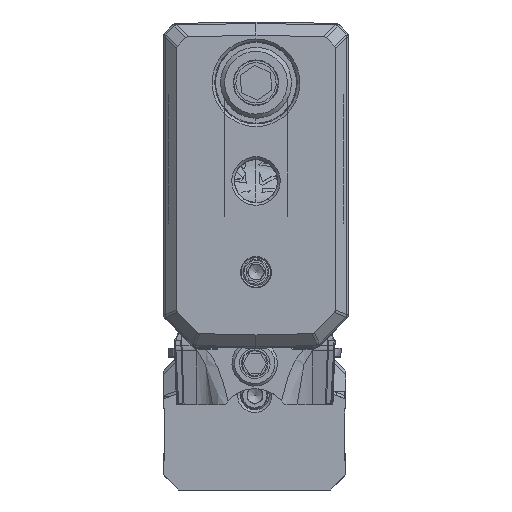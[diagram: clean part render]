
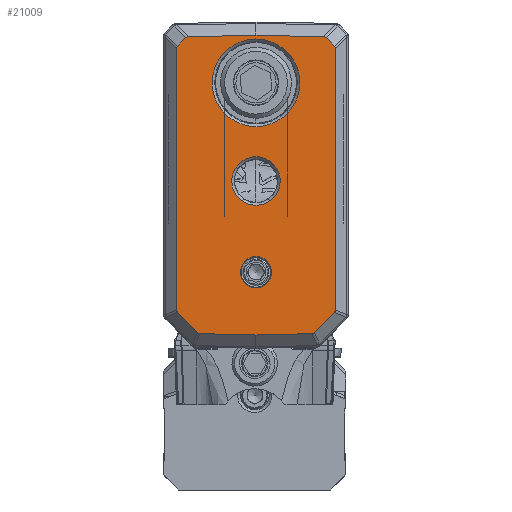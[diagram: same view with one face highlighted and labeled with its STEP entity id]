
A CAD part, front view. The second image highlights one B-rep face of the part: STEP entity #21009.
In plain terms, the highlighted planar face has unit normal (0, -1, 0).
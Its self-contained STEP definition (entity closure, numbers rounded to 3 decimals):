
#3391=ELLIPSE('',#112333,0.859,0.5);
#3392=ELLIPSE('',#112335,0.859,0.5);
#3393=ELLIPSE('',#112337,0.736,0.5);
#3394=ELLIPSE('',#112339,0.735,0.5);
#3395=ELLIPSE('',#112341,0.735,0.5);
#3396=ELLIPSE('',#112343,0.736,0.5);
#3397=ELLIPSE('',#112345,0.859,0.5);
#3398=ELLIPSE('',#112347,0.859,0.5);
#19152=FACE_BOUND('',#34807,.T.);
#19153=FACE_BOUND('',#34808,.T.);
#19154=FACE_BOUND('',#34809,.T.);
#19155=FACE_BOUND('',#34810,.T.);
#21009=ADVANCED_FACE('',(#19152,#19153,#19154,#19155),#25953,.T.);
#25953=PLANE('',#112443);
#34807=EDGE_LOOP('',(#45199,#45200,#45201,#45202,#45203,#45204,#45205,#45206,
#45207,#45208,#45209,#45210,#45211,#45212,#45213,#45214,#45215,#45216));
#34808=EDGE_LOOP('',(#45217));
#34809=EDGE_LOOP('',(#45218));
#34810=EDGE_LOOP('',(#45219));
#45199=ORIENTED_EDGE('',*,*,#78453,.T.);
#45200=ORIENTED_EDGE('',*,*,#78347,.T.);
#45201=ORIENTED_EDGE('',*,*,#78448,.T.);
#45202=ORIENTED_EDGE('',*,*,#78344,.T.);
#45203=ORIENTED_EDGE('',*,*,#78456,.T.);
#45204=ORIENTED_EDGE('',*,*,#78470,.T.);
#45205=ORIENTED_EDGE('',*,*,#78326,.T.);
#45206=ORIENTED_EDGE('',*,*,#78449,.T.);
#45207=ORIENTED_EDGE('',*,*,#78329,.T.);
#45208=ORIENTED_EDGE('',*,*,#78454,.T.);
#45209=ORIENTED_EDGE('',*,*,#78332,.T.);
#45210=ORIENTED_EDGE('',*,*,#78447,.T.);
#45211=ORIENTED_EDGE('',*,*,#78335,.T.);
#45212=ORIENTED_EDGE('',*,*,#78471,.T.);
#45213=ORIENTED_EDGE('',*,*,#78451,.T.);
#45214=ORIENTED_EDGE('',*,*,#78338,.T.);
#45215=ORIENTED_EDGE('',*,*,#78446,.T.);
#45216=ORIENTED_EDGE('',*,*,#78341,.T.);
#45217=ORIENTED_EDGE('',*,*,#77847,.T.);
#45218=ORIENTED_EDGE('',*,*,#77849,.T.);
#45219=ORIENTED_EDGE('',*,*,#77843,.T.);
#68465=VERTEX_POINT('',#155504);
#68469=VERTEX_POINT('',#155540);
#68471=VERTEX_POINT('',#155545);
#68792=VERTEX_POINT('',#159386);
#68793=VERTEX_POINT('',#159388);
#68794=VERTEX_POINT('',#159392);
#68795=VERTEX_POINT('',#159394);
#68796=VERTEX_POINT('',#159398);
#68797=VERTEX_POINT('',#159400);
#68798=VERTEX_POINT('',#159404);
#68799=VERTEX_POINT('',#159406);
#68800=VERTEX_POINT('',#159410);
#68801=VERTEX_POINT('',#159412);
#68802=VERTEX_POINT('',#159416);
#68803=VERTEX_POINT('',#159418);
#68804=VERTEX_POINT('',#159422);
#68805=VERTEX_POINT('',#159424);
#68806=VERTEX_POINT('',#159428);
#68807=VERTEX_POINT('',#159430);
#68859=VERTEX_POINT('',#159788);
#68860=VERTEX_POINT('',#159796);
#77843=EDGE_CURVE('',#68465,#68465,#106202,.T.);
#77847=EDGE_CURVE('',#68469,#68469,#106204,.T.);
#77849=EDGE_CURVE('',#68471,#68471,#106206,.T.);
#78326=EDGE_CURVE('',#68792,#68793,#3391,.T.);
#78329=EDGE_CURVE('',#68794,#68795,#3392,.T.);
#78332=EDGE_CURVE('',#68796,#68797,#3393,.T.);
#78335=EDGE_CURVE('',#68798,#68799,#3394,.T.);
#78338=EDGE_CURVE('',#68800,#68801,#3395,.T.);
#78341=EDGE_CURVE('',#68802,#68803,#3396,.T.);
#78344=EDGE_CURVE('',#68804,#68805,#3397,.T.);
#78347=EDGE_CURVE('',#68806,#68807,#3398,.T.);
#78446=EDGE_CURVE('',#68801,#68802,#90739,.T.);
#78447=EDGE_CURVE('',#68797,#68798,#90740,.T.);
#78448=EDGE_CURVE('',#68807,#68804,#90741,.T.);
#78449=EDGE_CURVE('',#68793,#68794,#90742,.T.);
#78451=EDGE_CURVE('',#68859,#68800,#90743,.T.);
#78453=EDGE_CURVE('',#68803,#68806,#90745,.T.);
#78454=EDGE_CURVE('',#68795,#68796,#90746,.T.);
#78456=EDGE_CURVE('',#68805,#68860,#90748,.T.);
#78470=EDGE_CURVE('',#68860,#68792,#90752,.T.);
#78471=EDGE_CURVE('',#68799,#68859,#90753,.T.);
#90739=LINE('',#159775,#98821);
#90740=LINE('',#159777,#98822);
#90741=LINE('',#159779,#98823);
#90742=LINE('',#159781,#98824);
#90743=LINE('',#159787,#98825);
#90745=LINE('',#159791,#98827);
#90746=LINE('',#159793,#98828);
#90748=LINE('',#159797,#98830);
#90752=LINE('',#159832,#98834);
#90753=LINE('',#159833,#98835);
#98821=VECTOR('',#123775,1.);
#98822=VECTOR('',#123778,1.);
#98823=VECTOR('',#123781,1.);
#98824=VECTOR('',#123784,1.);
#98825=VECTOR('',#123793,1.);
#98827=VECTOR('',#123797,1.);
#98828=VECTOR('',#123800,1.);
#98830=VECTOR('',#123804,1.);
#98834=VECTOR('',#123844,1.);
#98835=VECTOR('',#123845,1.);
#106202=CIRCLE('',#112065,2.4);
#106204=CIRCLE('',#112069,1.55);
#106206=CIRCLE('',#112072,4.323);
#112065=AXIS2_PLACEMENT_3D('',#155503,#122818,#122819);
#112069=AXIS2_PLACEMENT_3D('',#155539,#122826,#122827);
#112072=AXIS2_PLACEMENT_3D('',#155544,#122832,#122833);
#112333=AXIS2_PLACEMENT_3D('',#159389,#123551,#123552);
#112335=AXIS2_PLACEMENT_3D('',#159395,#123557,#123558);
#112337=AXIS2_PLACEMENT_3D('',#159401,#123563,#123564);
#112339=AXIS2_PLACEMENT_3D('',#159407,#123569,#123570);
#112341=AXIS2_PLACEMENT_3D('',#159413,#123575,#123576);
#112343=AXIS2_PLACEMENT_3D('',#159419,#123581,#123582);
#112345=AXIS2_PLACEMENT_3D('',#159425,#123587,#123588);
#112347=AXIS2_PLACEMENT_3D('',#159431,#123593,#123594);
#112443=AXIS2_PLACEMENT_3D('',#159834,#123846,#123847);
#122818=DIRECTION('',(0.,1.,0.));
#122819=DIRECTION('',(0.,0.,-1.));
#122826=DIRECTION('',(0.,1.,0.));
#122827=DIRECTION('',(0.,0.,-1.));
#122832=DIRECTION('',(0.,1.,0.));
#122833=DIRECTION('',(0.,0.,-1.));
#123551=DIRECTION('',(0.,-1.,0.));
#123552=DIRECTION('',(0.716,0.,-0.698));
#123557=DIRECTION('',(0.,-1.,0.));
#123558=DIRECTION('',(0.716,0.,-0.698));
#123563=DIRECTION('',(0.,-1.,0.));
#123564=DIRECTION('',(-0.926,0.,-0.379));
#123569=DIRECTION('',(0.,-1.,0.));
#123570=DIRECTION('',(-0.398,0.,-0.917));
#123575=DIRECTION('',(0.,-1.,0.));
#123576=DIRECTION('',(-0.398,0.,0.917));
#123581=DIRECTION('',(0.,-1.,0.));
#123582=DIRECTION('',(-0.926,0.,0.379));
#123587=DIRECTION('',(0.,-1.,0.));
#123588=DIRECTION('',(0.716,0.,0.698));
#123593=DIRECTION('',(0.,-1.,0.));
#123594=DIRECTION('',(0.716,0.,0.698));
#123775=DIRECTION('',(0.701,0.,0.713));
#123778=DIRECTION('',(0.701,0.,-0.713));
#123781=DIRECTION('',(-0.698,0.,0.716));
#123784=DIRECTION('',(-0.698,0.,-0.716));
#123793=DIRECTION('',(1.,0.,0.025));
#123797=DIRECTION('',(0.,0.,1.));
#123800=DIRECTION('',(0.,0.,-1.));
#123804=DIRECTION('',(-1.,0.,0.025));
#123844=DIRECTION('',(-1.,0.,-0.025));
#123845=DIRECTION('',(1.,0.,-0.025));
#123846=DIRECTION('',(0.,-1.,0.));
#123847=DIRECTION('',(0.,0.,-1.));
#155503=CARTESIAN_POINT('',(0.125,-28.5,-15.7));
#155504=CARTESIAN_POINT('',(0.125,-28.5,-18.1));
#155539=CARTESIAN_POINT('',(0.125,-28.5,-24.7));
#155540=CARTESIAN_POINT('',(0.125,-28.5,-26.25));
#155544=CARTESIAN_POINT('',(0.125,-28.5,-6.));
#155545=CARTESIAN_POINT('',(0.125,-28.5,-10.323));
#159386=CARTESIAN_POINT('',(-6.564,-28.5,-1.465));
#159388=CARTESIAN_POINT('',(-6.816,-28.5,-1.564));
#159389=CARTESIAN_POINT('',(-6.201,-28.5,-2.163));
#159392=CARTESIAN_POINT('',(-7.608,-28.5,-2.375));
#159394=CARTESIAN_POINT('',(-7.7,-28.5,-2.63));
#159395=CARTESIAN_POINT('',(-6.993,-28.5,-2.975));
#159398=CARTESIAN_POINT('',(-7.7,-28.5,-28.416));
#159400=CARTESIAN_POINT('',(-7.599,-28.5,-28.664));
#159401=CARTESIAN_POINT('',(-6.993,-28.5,-28.272));
#159404=CARTESIAN_POINT('',(-5.639,-28.5,-30.658));
#159406=CARTESIAN_POINT('',(-5.396,-28.5,-30.764));
#159407=CARTESIAN_POINT('',(-5.235,-28.5,-30.06));
#159410=CARTESIAN_POINT('',(5.646,-28.5,-30.764));
#159412=CARTESIAN_POINT('',(5.889,-28.5,-30.658));
#159413=CARTESIAN_POINT('',(5.485,-28.5,-30.06));
#159416=CARTESIAN_POINT('',(7.849,-28.5,-28.664));
#159418=CARTESIAN_POINT('',(7.95,-28.5,-28.416));
#159419=CARTESIAN_POINT('',(7.243,-28.5,-28.272));
#159422=CARTESIAN_POINT('',(7.066,-28.5,-1.564));
#159424=CARTESIAN_POINT('',(6.814,-28.5,-1.465));
#159425=CARTESIAN_POINT('',(6.451,-28.5,-2.163));
#159428=CARTESIAN_POINT('',(7.95,-28.5,-2.63));
#159430=CARTESIAN_POINT('',(7.858,-28.5,-2.375));
#159431=CARTESIAN_POINT('',(7.243,-28.5,-2.975));
#159775=CARTESIAN_POINT('',(-2.196,-28.5,-38.886));
#159777=CARTESIAN_POINT('',(-6.519,-28.5,-29.762));
#159779=CARTESIAN_POINT('',(14.544,-28.5,-9.227));
#159781=CARTESIAN_POINT('',(-23.195,-28.5,-18.349));
#159787=CARTESIAN_POINT('',(-9.027,-28.5,-31.126));
#159788=CARTESIAN_POINT('',(0.125,-28.5,-30.9));
#159791=CARTESIAN_POINT('',(7.95,-28.5,-32.2));
#159793=CARTESIAN_POINT('',(-7.7,-28.5,-32.2));
#159796=CARTESIAN_POINT('',(0.125,-28.5,-1.3));
#159797=CARTESIAN_POINT('',(-8.232,-28.5,-1.094));
#159832=CARTESIAN_POINT('',(-9.757,-28.5,-1.544));
#159833=CARTESIAN_POINT('',(-8.962,-28.5,-30.676));
#159834=CARTESIAN_POINT('',(-9.,-28.5,-32.2));
